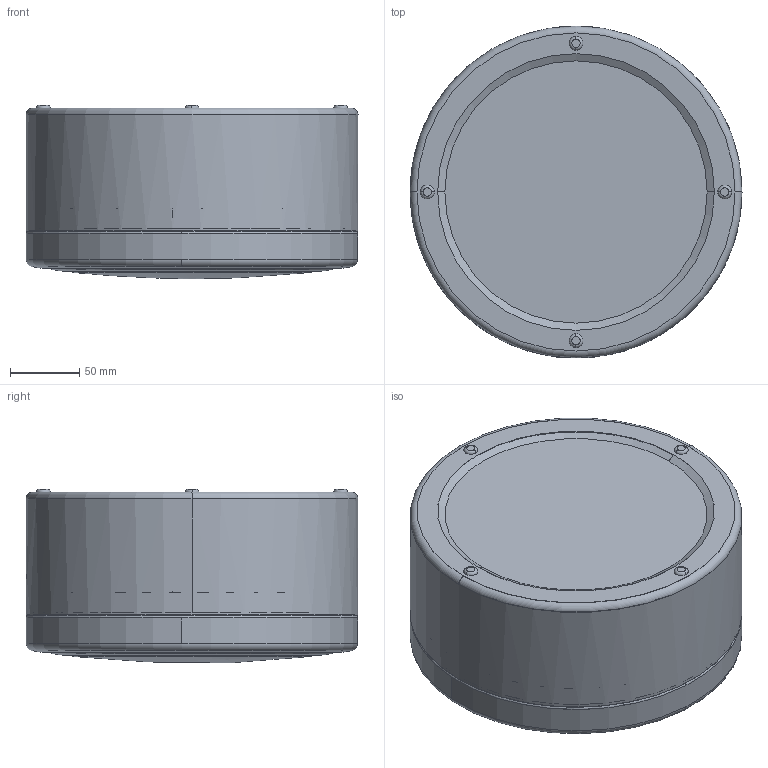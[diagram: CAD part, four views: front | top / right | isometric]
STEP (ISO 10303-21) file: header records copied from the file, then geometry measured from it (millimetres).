
FILE_DESCRIPTION(('STEP AP214'),'1');
FILE_NAME('ckdose Classic Line.STP','2025-08-27T10:48:16',(' '),(' '),'Spatial InterOp 3D',' ',' ');
FILE_SCHEMA(('AUTOMOTIVE_DESIGN { 1 0 10303 214 1 1 1 1 }'));
Length unit declared in the file: millimetre
Products named in the file (1): Neu_Gebäckdose 324402|324401 Gebäckdose|324401 Gebäckdose|3421005-1Gebäckdose Rumpf:1#3421005-1Gebäckdose Rumpf;Volumenkörper1##
Bounding box: 240 x 240 x 125.43 mm (x, y, z)
Volume: 207147.6 mm3; surface area: 415533.6 mm2
Topology: 3 solids, 3 shells, 319 faces, 775 edges, 495 vertices
Faces by surface type: bspline 94, torus 76, plane 70, cylinder 61, cone 12, sphere 6
Full cylindrical faces by diameter (mm): 240 x1
Entity records: 15829 total; most frequent: CARTESIAN_POINT 8723, ORIENTED_EDGE 1546, DIRECTION 1366, EDGE_CURVE 773, AXIS2_PLACEMENT_3D 600, VERTEX_POINT 494, EDGE_LOOP 353, CIRCLE 344
